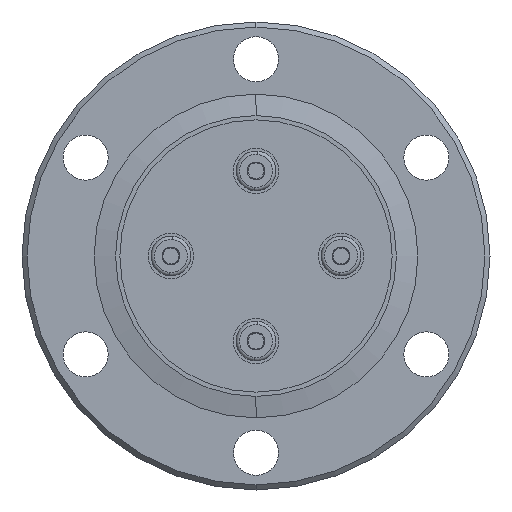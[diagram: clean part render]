
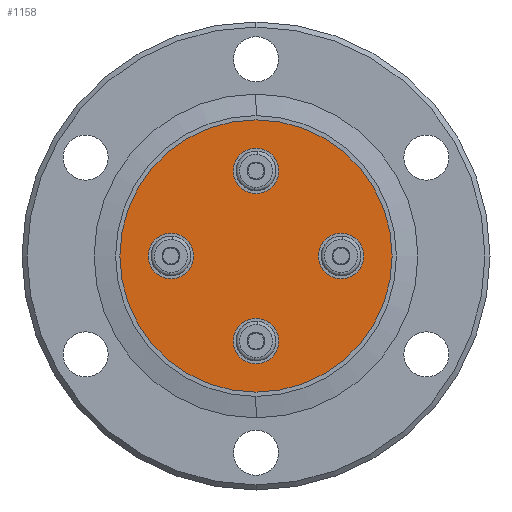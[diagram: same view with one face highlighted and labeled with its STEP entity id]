
A CAD part, front view. The second image highlights one B-rep face of the part: STEP entity #1158.
In plain terms, the highlighted planar face has unit normal (0, -1, 0).
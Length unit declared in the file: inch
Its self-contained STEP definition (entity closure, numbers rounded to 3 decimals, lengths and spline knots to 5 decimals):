
#35 = CARTESIAN_POINT ( 'NONE',  ( 0.5, 1.01312, 0.1335 ) ) ;
#53 = DIRECTION ( 'NONE',  ( 0., -1., 0. ) ) ;
#57 = DIRECTION ( 'NONE',  ( 0., -1., 0. ) ) ;
#72 = CARTESIAN_POINT ( 'NONE',  ( -0.5, 1.01312, 0.1335 ) ) ;
#81 = CARTESIAN_POINT ( 'NONE',  ( 0., 1.01312, -0.8 ) ) ;
#106 = CARTESIAN_POINT ( 'NONE',  ( 0., 1.01312, 0.3665 ) ) ;
#113 = CARTESIAN_POINT ( 'NONE',  ( 0., 1.01312, -0.3665 ) ) ;
#180 = DIRECTION ( 'NONE',  ( 0., 0., 1. ) ) ;
#186 = DIRECTION ( 'NONE',  ( 0., 1., 0. ) ) ;
#194 = DIRECTION ( 'NONE',  ( 0., -1., 0. ) ) ;
#196 = DIRECTION ( 'NONE',  ( 0., 0., 1. ) ) ;
#205 = DIRECTION ( 'NONE',  ( 0., 0., 1. ) ) ;
#207 = CARTESIAN_POINT ( 'NONE',  ( 0., 1.01312, 0. ) ) ;
#210 = DIRECTION ( 'NONE',  ( 0., 1., 0. ) ) ;
#240 = DIRECTION ( 'NONE',  ( 0., 0., 1. ) ) ;
#249 = CARTESIAN_POINT ( 'NONE',  ( 0., 1.01312, -0.5 ) ) ;
#259 = DIRECTION ( 'NONE',  ( 0., -1., 0. ) ) ;
#266 = CARTESIAN_POINT ( 'NONE',  ( 0., 1.01312, 0. ) ) ;
#269 = DIRECTION ( 'NONE',  ( 0., 0., 1. ) ) ;
#271 = CARTESIAN_POINT ( 'NONE',  ( 0., 1.01312, -0.5 ) ) ;
#285 = CARTESIAN_POINT ( 'NONE',  ( -0.5, 1.01312, 0. ) ) ;
#294 = CARTESIAN_POINT ( 'NONE',  ( 0.5, 1.01312, -0.1335 ) ) ;
#305 = DIRECTION ( 'NONE',  ( 0., -1., 0. ) ) ;
#321 = CARTESIAN_POINT ( 'NONE',  ( 0., 1.01312, 0.6335 ) ) ;
#330 = DIRECTION ( 'NONE',  ( 0., 0., 1. ) ) ;
#355 = CARTESIAN_POINT ( 'NONE',  ( 0., 1.01312, 0.8 ) ) ;
#366 = CARTESIAN_POINT ( 'NONE',  ( 0.5, 1.01312, 0. ) ) ;
#395 = DIRECTION ( 'NONE',  ( 0., 0., 1. ) ) ;
#415 = CARTESIAN_POINT ( 'NONE',  ( -0.5, 1.01312, -0.1335 ) ) ;
#438 = CARTESIAN_POINT ( 'NONE',  ( -0.5, 1.01312, 0. ) ) ;
#1158 = ADVANCED_FACE ( 'NONE', ( #4249, #4318, #4247, #4250, #4307 ), #2350, .T. ) ;
#1354 = CIRCLE ( 'NONE', #7187, 0.1335 ) ;
#1386 = CIRCLE ( 'NONE', #3690, 0.1335 ) ;
#1388 = CIRCLE ( 'NONE', #7206, 0.1335 ) ;
#1390 = CIRCLE ( 'NONE', #3673, 0.1335 ) ;
#1420 = CIRCLE ( 'NONE', #3663, 0.8 ) ;
#1457 = CIRCLE ( 'NONE', #7192, 0.1335 ) ;
#1483 = CIRCLE ( 'NONE', #7200, 0.1335 ) ;
#1489 = CIRCLE ( 'NONE', #7193, 0.1335 ) ;
#1572 = CIRCLE ( 'NONE', #3660, 0.1335 ) ;
#1578 = CIRCLE ( 'NONE', #7203, 0.8 ) ;
#1795 = AXIS2_PLACEMENT_3D ( 'NONE', #2351, #2348, #2423 ) ;
#2348 = DIRECTION ( 'NONE',  ( 0., -1., 0. ) ) ;
#2350 = PLANE ( 'NONE',  #1795 ) ;
#2351 = CARTESIAN_POINT ( 'NONE',  ( 0., 1.01312, 0. ) ) ;
#2423 = DIRECTION ( 'NONE',  ( 0., 0., 1. ) ) ;
#3044 = CARTESIAN_POINT ( 'NONE',  ( 0., 1.01312, -0.6335 ) ) ;
#3660 = AXIS2_PLACEMENT_3D ( 'NONE', #4482, #4521, #4549 ) ;
#3663 = AXIS2_PLACEMENT_3D ( 'NONE', #266, #57, #330 ) ;
#3673 = AXIS2_PLACEMENT_3D ( 'NONE', #4506, #4503, #4501 ) ;
#3690 = AXIS2_PLACEMENT_3D ( 'NONE', #4706, #4692, #4841 ) ;
#3919 = VERTEX_POINT ( 'NONE', #3044 ) ;
#3956 = VERTEX_POINT ( 'NONE', #35 ) ;
#3973 = VERTEX_POINT ( 'NONE', #106 ) ;
#3978 = VERTEX_POINT ( 'NONE', #415 ) ;
#3983 = VERTEX_POINT ( 'NONE', #72 ) ;
#4010 = VERTEX_POINT ( 'NONE', #81 ) ;
#4031 = VERTEX_POINT ( 'NONE', #294 ) ;
#4032 = VERTEX_POINT ( 'NONE', #321 ) ;
#4033 = VERTEX_POINT ( 'NONE', #355 ) ;
#4073 = VERTEX_POINT ( 'NONE', #113 ) ;
#4247 = FACE_BOUND ( 'NONE', #7092, .T. ) ;
#4249 = FACE_BOUND ( 'NONE', #7011, .T. ) ;
#4250 = FACE_OUTER_BOUND ( 'NONE', #6724, .T. ) ;
#4307 = FACE_BOUND ( 'NONE', #7014, .T. ) ;
#4318 = FACE_BOUND ( 'NONE', #7131, .T. ) ;
#4482 = CARTESIAN_POINT ( 'NONE',  ( 0.5, 1.01312, 0. ) ) ;
#4501 = DIRECTION ( 'NONE',  ( 0., 0., 1. ) ) ;
#4503 = DIRECTION ( 'NONE',  ( 0., -1., 0. ) ) ;
#4506 = CARTESIAN_POINT ( 'NONE',  ( 0., 1.01312, 0.5 ) ) ;
#4521 = DIRECTION ( 'NONE',  ( 0., -1., 0. ) ) ;
#4549 = DIRECTION ( 'NONE',  ( 0., 0., 1. ) ) ;
#4692 = DIRECTION ( 'NONE',  ( 0., -1., 0. ) ) ;
#4706 = CARTESIAN_POINT ( 'NONE',  ( 0., 1.01312, 0.5 ) ) ;
#4841 = DIRECTION ( 'NONE',  ( 0., 0., 1. ) ) ;
#5153 = ORIENTED_EDGE ( 'NONE', *, *, #5855, .F. ) ;
#5363 = ORIENTED_EDGE ( 'NONE', *, *, #5817, .T. ) ;
#5364 = ORIENTED_EDGE ( 'NONE', *, *, #5829, .F. ) ;
#5405 = ORIENTED_EDGE ( 'NONE', *, *, #5831, .T. ) ;
#5431 = ORIENTED_EDGE ( 'NONE', *, *, #5810, .T. ) ;
#5521 = ORIENTED_EDGE ( 'NONE', *, *, #5816, .T. ) ;
#5655 = ORIENTED_EDGE ( 'NONE', *, *, #5826, .F. ) ;
#5699 = ORIENTED_EDGE ( 'NONE', *, *, #5897, .F. ) ;
#5712 = ORIENTED_EDGE ( 'NONE', *, *, #5872, .F. ) ;
#5804 = EDGE_CURVE ( 'NONE', #3983, #3978, #1354, .T. ) ;
#5810 = EDGE_CURVE ( 'NONE', #4073, #3919, #1388, .T. ) ;
#5816 = EDGE_CURVE ( 'NONE', #3919, #4073, #1483, .T. ) ;
#5817 = EDGE_CURVE ( 'NONE', #4033, #4010, #1578, .T. ) ;
#5826 = EDGE_CURVE ( 'NONE', #3978, #3983, #1489, .T. ) ;
#5829 = EDGE_CURVE ( 'NONE', #3956, #4031, #1457, .T. ) ;
#5831 = EDGE_CURVE ( 'NONE', #4010, #4033, #1420, .T. ) ;
#5855 = EDGE_CURVE ( 'NONE', #4032, #3973, #1390, .T. ) ;
#5872 = EDGE_CURVE ( 'NONE', #3973, #4032, #1386, .T. ) ;
#5897 = EDGE_CURVE ( 'NONE', #4031, #3956, #1572, .T. ) ;
#6658 = ORIENTED_EDGE ( 'NONE', *, *, #5804, .F. ) ;
#6724 = EDGE_LOOP ( 'NONE', ( #5363, #5405 ) ) ;
#7011 = EDGE_LOOP ( 'NONE', ( #6658, #5655 ) ) ;
#7014 = EDGE_LOOP ( 'NONE', ( #5431, #5521 ) ) ;
#7092 = EDGE_LOOP ( 'NONE', ( #5364, #5699 ) ) ;
#7131 = EDGE_LOOP ( 'NONE', ( #5153, #5712 ) ) ;
#7187 = AXIS2_PLACEMENT_3D ( 'NONE', #438, #53, #269 ) ;
#7192 = AXIS2_PLACEMENT_3D ( 'NONE', #366, #259, #240 ) ;
#7193 = AXIS2_PLACEMENT_3D ( 'NONE', #285, #305, #196 ) ;
#7200 = AXIS2_PLACEMENT_3D ( 'NONE', #271, #186, #180 ) ;
#7203 = AXIS2_PLACEMENT_3D ( 'NONE', #207, #194, #395 ) ;
#7206 = AXIS2_PLACEMENT_3D ( 'NONE', #249, #210, #205 ) ;
